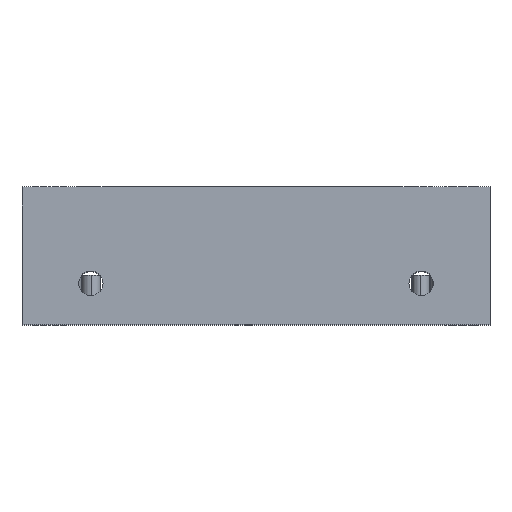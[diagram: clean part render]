
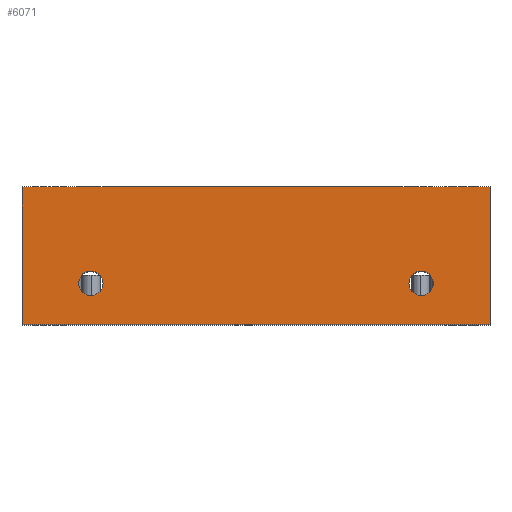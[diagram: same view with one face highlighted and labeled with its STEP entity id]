
A CAD part, top view. The second image highlights one B-rep face of the part: STEP entity #6071.
In plain terms, the highlighted planar face has unit normal (0, 0, -1).
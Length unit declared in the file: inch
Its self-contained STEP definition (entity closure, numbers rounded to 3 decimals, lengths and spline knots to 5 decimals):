
#92 = EDGE_CURVE ( 'NONE', #4100, #2981, #4823, .T. ) ;
#147 = ORIENTED_EDGE ( 'NONE', *, *, #92, .F. ) ;
#201 = AXIS2_PLACEMENT_3D ( 'NONE', #4156, #4803, #5406 ) ;
#355 = CARTESIAN_POINT ( 'NONE',  ( -0.93932, 2.05907, 1.03658 ) ) ;
#419 = CARTESIAN_POINT ( 'NONE',  ( 0.51068, 1.70907, 1.03658 ) ) ;
#570 = CARTESIAN_POINT ( 'NONE',  ( 0.51068, 1.70907, 1.03658 ) ) ;
#645 = AXIS2_PLACEMENT_3D ( 'NONE', #4937, #1839, #2447 ) ;
#899 = DIRECTION ( 'NONE',  ( 1., 0., 0. ) ) ;
#953 = CARTESIAN_POINT ( 'NONE',  ( -0.08932, 1.55907, 1.03658 ) ) ;
#997 = CARTESIAN_POINT ( 'NONE',  ( 0.46618, 1.70907, 1.03658 ) ) ;
#1004 = ORIENTED_EDGE ( 'NONE', *, *, #5910, .T. ) ;
#1128 = DIRECTION ( 'NONE',  ( 0., 1., 0. ) ) ;
#1179 = CARTESIAN_POINT ( 'NONE',  ( 0.76068, 2.05907, 1.03658 ) ) ;
#1416 = CARTESIAN_POINT ( 'NONE',  ( 0.76068, 1.55907, 1.03658 ) ) ;
#1430 = CIRCLE ( 'NONE', #201, 0.0445 ) ;
#1564 = FACE_OUTER_BOUND ( 'NONE', #6178, .T. ) ;
#1691 = ORIENTED_EDGE ( 'NONE', *, *, #2334, .T. ) ;
#1806 = EDGE_LOOP ( 'NONE', ( #6139, #2969 ) ) ;
#1839 = DIRECTION ( 'NONE',  ( 0., 0., 1. ) ) ;
#1955 = VERTEX_POINT ( 'NONE', #5297 ) ;
#2334 = EDGE_CURVE ( 'NONE', #6255, #7190, #6950, .T. ) ;
#2424 = DIRECTION ( 'NONE',  ( 0., 0., 1. ) ) ;
#2447 = DIRECTION ( 'NONE',  ( 1., 0., 0. ) ) ;
#2636 = VECTOR ( 'NONE', #1128, 39.37008 ) ;
#2754 = VERTEX_POINT ( 'NONE', #4082 ) ;
#2969 = ORIENTED_EDGE ( 'NONE', *, *, #4275, .T. ) ;
#2981 = VERTEX_POINT ( 'NONE', #6943 ) ;
#3012 = DIRECTION ( 'NONE',  ( 0., 0., -1. ) ) ;
#3077 = CARTESIAN_POINT ( 'NONE',  ( -0.93932, 2.05907, 1.03658 ) ) ;
#3175 = VECTOR ( 'NONE', #3698, 39.37008 ) ;
#3217 = VERTEX_POINT ( 'NONE', #7022 ) ;
#3306 = FACE_BOUND ( 'NONE', #3818, .T. ) ;
#3448 = CARTESIAN_POINT ( 'NONE',  ( 0.76068, 2.05907, 1.03658 ) ) ;
#3611 = EDGE_CURVE ( 'NONE', #4100, #3217, #6012, .T. ) ;
#3698 = DIRECTION ( 'NONE',  ( 0., -1., 0. ) ) ;
#3733 = CARTESIAN_POINT ( 'NONE',  ( 0.55518, 1.70907, 1.03658 ) ) ;
#3779 = VECTOR ( 'NONE', #4745, 39.37008 ) ;
#3818 = EDGE_LOOP ( 'NONE', ( #1691, #1004 ) ) ;
#4082 = CARTESIAN_POINT ( 'NONE',  ( -0.64482, 1.70907, 1.03658 ) ) ;
#4100 = VERTEX_POINT ( 'NONE', #355 ) ;
#4140 = DIRECTION ( 'NONE',  ( 1., 0., 0. ) ) ;
#4156 = CARTESIAN_POINT ( 'NONE',  ( -0.68932, 1.70907, 1.03658 ) ) ;
#4275 = EDGE_CURVE ( 'NONE', #1955, #2754, #5031, .T. ) ;
#4407 = ORIENTED_EDGE ( 'NONE', *, *, #7195, .F. ) ;
#4745 = DIRECTION ( 'NONE',  ( 1., 0., 0. ) ) ;
#4763 = DIRECTION ( 'NONE',  ( 0., 0., 1. ) ) ;
#4803 = DIRECTION ( 'NONE',  ( 0., 0., 1. ) ) ;
#4823 = LINE ( 'NONE', #3077, #3175 ) ;
#4867 = FACE_BOUND ( 'NONE', #1806, .T. ) ;
#4870 = PLANE ( 'NONE',  #6109 ) ;
#4937 = CARTESIAN_POINT ( 'NONE',  ( -0.68932, 1.70907, 1.03658 ) ) ;
#5031 = CIRCLE ( 'NONE', #645, 0.0445 ) ;
#5037 = VECTOR ( 'NONE', #899, 39.37008 ) ;
#5297 = CARTESIAN_POINT ( 'NONE',  ( -0.73382, 1.70907, 1.03658 ) ) ;
#5406 = DIRECTION ( 'NONE',  ( 1., 0., 0. ) ) ;
#5499 = CARTESIAN_POINT ( 'NONE',  ( 0.76068, 2.05907, 1.03658 ) ) ;
#5581 = DIRECTION ( 'NONE',  ( 1., 0., 0. ) ) ;
#5631 = AXIS2_PLACEMENT_3D ( 'NONE', #570, #2424, #5581 ) ;
#5642 = VERTEX_POINT ( 'NONE', #1416 ) ;
#5910 = EDGE_CURVE ( 'NONE', #7190, #6255, #6118, .T. ) ;
#5955 = AXIS2_PLACEMENT_3D ( 'NONE', #419, #4763, #4140 ) ;
#6012 = LINE ( 'NONE', #3448, #5037 ) ;
#6071 = ADVANCED_FACE ( 'NONE', ( #1564, #3306, #4867 ), #4870, .T. ) ;
#6108 = EDGE_CURVE ( 'NONE', #5642, #3217, #6410, .T. ) ;
#6109 = AXIS2_PLACEMENT_3D ( 'NONE', #1179, #3012, #7936 ) ;
#6118 = CIRCLE ( 'NONE', #5955, 0.0445 ) ;
#6139 = ORIENTED_EDGE ( 'NONE', *, *, #7693, .T. ) ;
#6178 = EDGE_LOOP ( 'NONE', ( #7374, #4407, #147, #6416 ) ) ;
#6255 = VERTEX_POINT ( 'NONE', #3733 ) ;
#6410 = LINE ( 'NONE', #5499, #2636 ) ;
#6416 = ORIENTED_EDGE ( 'NONE', *, *, #3611, .T. ) ;
#6943 = CARTESIAN_POINT ( 'NONE',  ( -0.93932, 1.55907, 1.03658 ) ) ;
#6950 = CIRCLE ( 'NONE', #5631, 0.0445 ) ;
#7022 = CARTESIAN_POINT ( 'NONE',  ( 0.76068, 2.05907, 1.03658 ) ) ;
#7190 = VERTEX_POINT ( 'NONE', #997 ) ;
#7195 = EDGE_CURVE ( 'NONE', #2981, #5642, #7993, .T. ) ;
#7374 = ORIENTED_EDGE ( 'NONE', *, *, #6108, .F. ) ;
#7693 = EDGE_CURVE ( 'NONE', #2754, #1955, #1430, .T. ) ;
#7936 = DIRECTION ( 'NONE',  ( -1., 0., 0. ) ) ;
#7993 = LINE ( 'NONE', #953, #3779 ) ;
